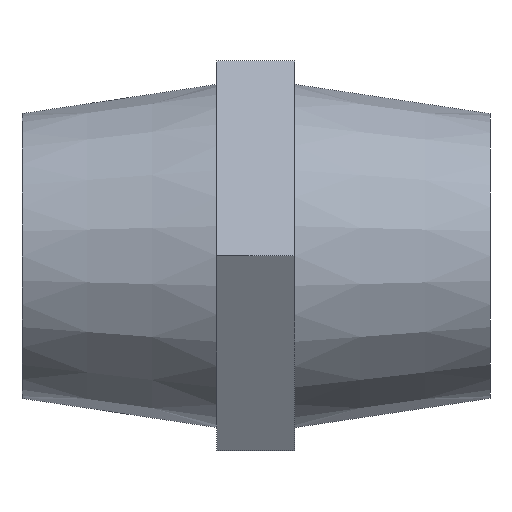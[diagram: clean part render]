
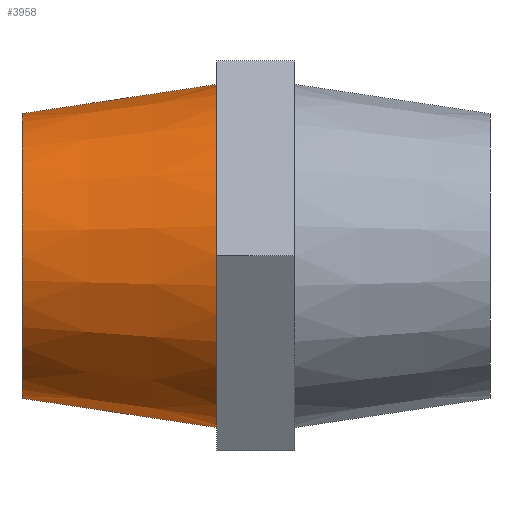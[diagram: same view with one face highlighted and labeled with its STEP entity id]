
A CAD part, left-side view. The second image highlights one B-rep face of the part: STEP entity #3958.
In plain terms, the highlighted conical face has half-angle 8.531 degrees and reference radius 22 mm.
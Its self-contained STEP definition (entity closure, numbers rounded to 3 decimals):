
#47 = LINE ( 'NONE', #2555, #524 ) ;
#94 = AXIS2_PLACEMENT_3D ( 'NONE', #193, #2335, #3600 ) ;
#193 = CARTESIAN_POINT ( 'NONE',  ( 0., 5., 0. ) ) ;
#373 = VECTOR ( 'NONE', #593, 1000. ) ;
#524 = VECTOR ( 'NONE', #3445, 1000. ) ;
#532 = EDGE_CURVE ( 'NONE', #1331, #3200, #47, .T. ) ;
#550 = ORIENTED_EDGE ( 'NONE', *, *, #532, .T. ) ;
#593 = DIRECTION ( 'NONE',  ( 0., -0.989, 0.148 ) ) ;
#691 = CARTESIAN_POINT ( 'NONE',  ( 0., 5., -22. ) ) ;
#767 = AXIS2_PLACEMENT_3D ( 'NONE', #3312, #2163, #900 ) ;
#831 = CONICAL_SURFACE ( 'NONE', #94, 22., 0.149 ) ;
#845 = LINE ( 'NONE', #1119, #373 ) ;
#848 = EDGE_CURVE ( 'NONE', #2061, #3200, #2552, .T. ) ;
#900 = DIRECTION ( 'NONE',  ( 0., 0., -1. ) ) ;
#916 = ORIENTED_EDGE ( 'NONE', *, *, #1799, .F. ) ;
#990 = ORIENTED_EDGE ( 'NONE', *, *, #848, .F. ) ;
#999 = EDGE_LOOP ( 'NONE', ( #916, #3610, #550, #990 ) ) ;
#1119 = CARTESIAN_POINT ( 'NONE',  ( 0., 5., 22. ) ) ;
#1232 = DIRECTION ( 'NONE',  ( 0., -1., 0. ) ) ;
#1328 = CARTESIAN_POINT ( 'NONE',  ( 0., 30., 18.25 ) ) ;
#1331 = VERTEX_POINT ( 'NONE', #1684 ) ;
#1684 = CARTESIAN_POINT ( 'NONE',  ( 0., 30., -18.25 ) ) ;
#1799 = EDGE_CURVE ( 'NONE', #2079, #2061, #845, .T. ) ;
#2006 = AXIS2_PLACEMENT_3D ( 'NONE', #4054, #1232, #4034 ) ;
#2061 = VERTEX_POINT ( 'NONE', #3542 ) ;
#2079 = VERTEX_POINT ( 'NONE', #1328 ) ;
#2163 = DIRECTION ( 'NONE',  ( 0., -1., 0. ) ) ;
#2335 = DIRECTION ( 'NONE',  ( 0., -1., 0. ) ) ;
#2552 = CIRCLE ( 'NONE', #767, 22. ) ;
#2555 = CARTESIAN_POINT ( 'NONE',  ( 0., 5., -22. ) ) ;
#3097 = EDGE_CURVE ( 'NONE', #2079, #1331, #3264, .T. ) ;
#3200 = VERTEX_POINT ( 'NONE', #691 ) ;
#3264 = CIRCLE ( 'NONE', #2006, 18.25 ) ;
#3312 = CARTESIAN_POINT ( 'NONE',  ( 0., 5., 0. ) ) ;
#3360 = FACE_OUTER_BOUND ( 'NONE', #999, .T. ) ;
#3445 = DIRECTION ( 'NONE',  ( 0., -0.989, -0.148 ) ) ;
#3542 = CARTESIAN_POINT ( 'NONE',  ( 0., 5., 22. ) ) ;
#3600 = DIRECTION ( 'NONE',  ( 0., 0., -1. ) ) ;
#3610 = ORIENTED_EDGE ( 'NONE', *, *, #3097, .T. ) ;
#3958 = ADVANCED_FACE ( 'NONE', ( #3360 ), #831, .T. ) ;
#4034 = DIRECTION ( 'NONE',  ( 0., 0., -1. ) ) ;
#4054 = CARTESIAN_POINT ( 'NONE',  ( 0., 30., 0. ) ) ;
